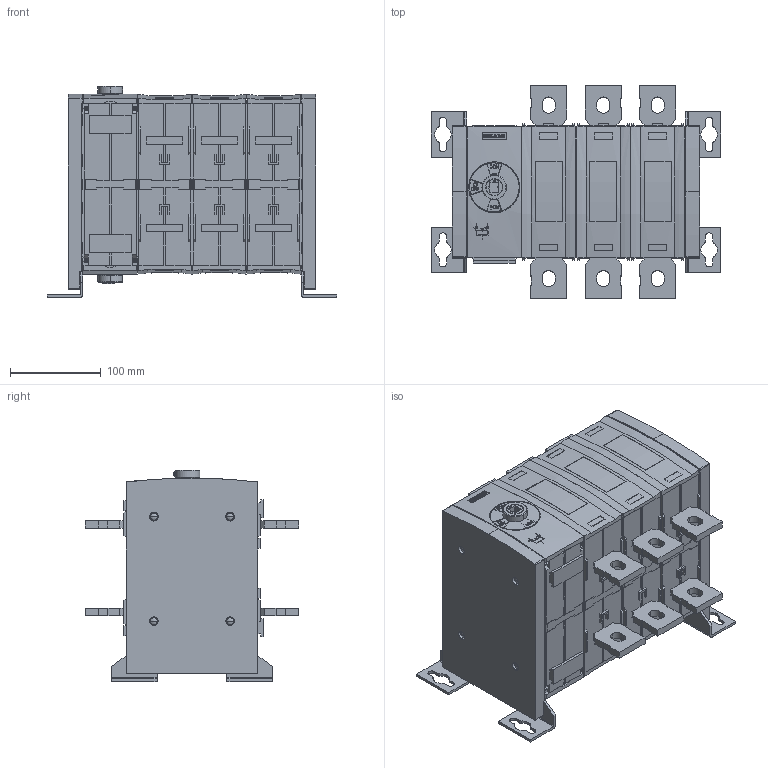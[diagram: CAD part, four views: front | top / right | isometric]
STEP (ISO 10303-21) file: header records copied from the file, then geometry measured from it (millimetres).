
FILE_DESCRIPTION(('STEP AP214'),'1');
FILE_NAME('cctmp_81A941B3-0E87-4D31-8577-E6E4C760FC2B_2023_09_12_14_15_36_0532..stp','2023-09-12T12:15:38',('SIEMENS A&D'),('CADClick - www.CADClick.com'),'Spatial InterOp 3D',' ','unknown authorization');
FILE_SCHEMA(('AUTOMOTIVE_DESIGN'));
Length unit declared in the file: millimetre
Products named in the file (1): 1
Bounding box: 319 x 235 x 232.5 mm (x, y, z)
Volume: 7798418.6 mm3; surface area: 472862.2 mm2
Topology: 1 solids, 36 shells, 2687 faces, 7457 edges, 4897 vertices
Faces by surface type: plane 2204, cylinder 435, torus 28, cone 20
Entity records: 108878 total; most frequent: CARTESIAN_POINT 17519, ORIENTED_EDGE 14882, DIRECTION 13878, EDGE_CURVE 7441, LINE 6122, VECTOR 6122, VERTEX_POINT 4897, AXIS2_PLACEMENT_3D 3878
